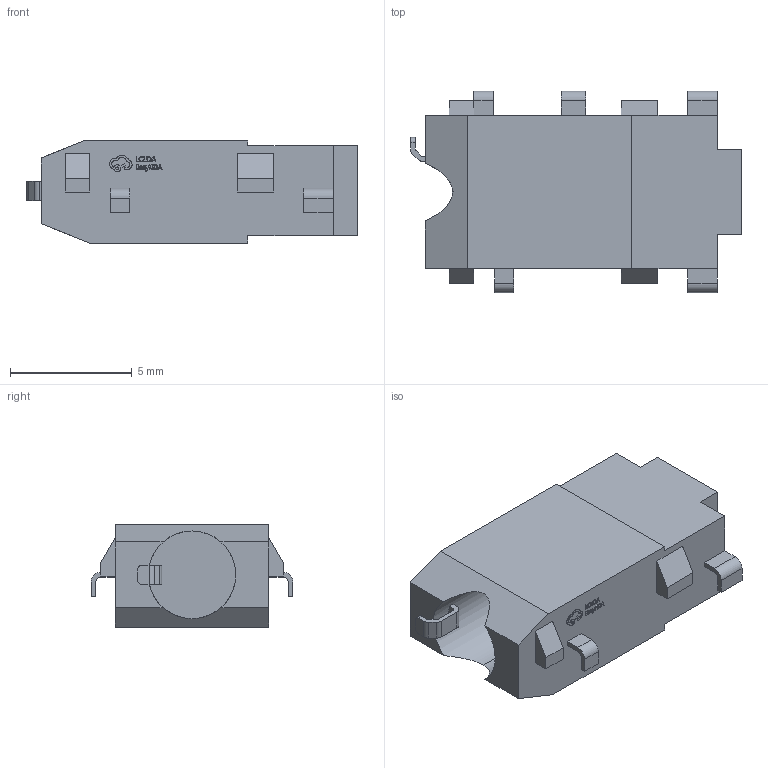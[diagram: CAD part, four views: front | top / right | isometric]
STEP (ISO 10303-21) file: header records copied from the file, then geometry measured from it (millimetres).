
FILE_DESCRIPTION (( 'STEP AP214' ), '1' );
FILE_NAME ('AUDIO-TH_ST-0277D00-052-142.step', '2022-06-16T10:50:36', ( '' ), ( '' ), 'SwSTEP 2.0', 'SolidWorks 2020', '' );
FILE_SCHEMA (( 'AUTOMOTIVE_DESIGN' ));
Length unit declared in the file: millimetre
Products named in the file (1): AUDIO-TH_ST-0277D00-052-142
Bounding box: 13.6 x 8.3 x 4.2 mm (x, y, z)
Volume: 214.7 mm3; surface area: 446.1 mm2
Topology: 1 solids, 1 shells, 328 faces, 892 edges, 594 vertices
Faces by surface type: plane 210, bspline 98, cylinder 20
Entity records: 14416 total; most frequent: CARTESIAN_POINT 3133, ORIENTED_EDGE 1784, DIRECTION 1192, EDGE_CURVE 892, LINE 646, VECTOR 646, VERTEX_POINT 594, EDGE_LOOP 356
